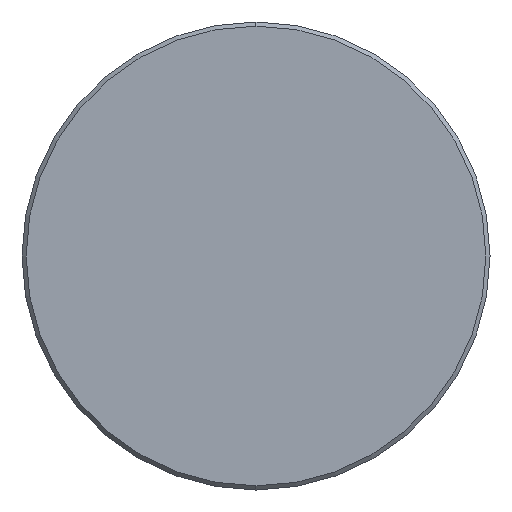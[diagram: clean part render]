
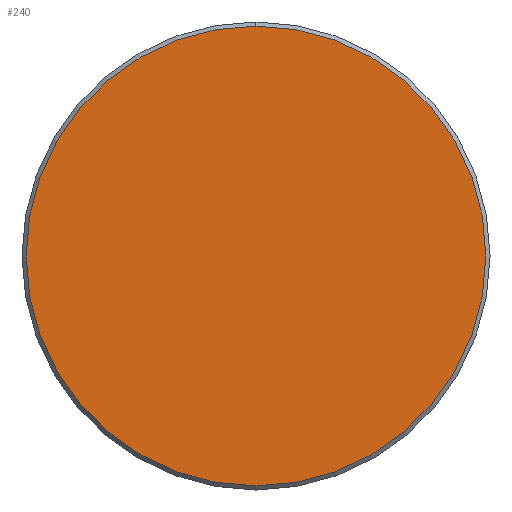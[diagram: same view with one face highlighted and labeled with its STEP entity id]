
A CAD part, left-side view. The second image highlights one B-rep face of the part: STEP entity #240.
In plain terms, the highlighted planar face has unit normal (-1, 0, 0).
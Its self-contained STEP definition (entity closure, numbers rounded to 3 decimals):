
#6 = VERTEX_POINT ( 'NONE', #415 ) ;
#50 = AXIS2_PLACEMENT_3D ( 'NONE', #513, #569, #204 ) ;
#81 = PLANE ( 'NONE',  #398 ) ;
#146 = CIRCLE ( 'NONE', #187, 16.7 ) ;
#187 = AXIS2_PLACEMENT_3D ( 'NONE', #598, #525, #278 ) ;
#204 = DIRECTION ( 'NONE',  ( 0., 0., -1. ) ) ;
#240 = ADVANCED_FACE ( 'NONE', ( #485 ), #81, .F. ) ;
#270 = EDGE_LOOP ( 'NONE', ( #593, #337 ) ) ;
#278 = DIRECTION ( 'NONE',  ( 0., 0., -1. ) ) ;
#337 = ORIENTED_EDGE ( 'NONE', *, *, #565, .T. ) ;
#366 = EDGE_CURVE ( 'NONE', #689, #6, #549, .T. ) ;
#398 = AXIS2_PLACEMENT_3D ( 'NONE', #683, #447, #493 ) ;
#415 = CARTESIAN_POINT ( 'NONE',  ( 0., 0., 16.7 ) ) ;
#447 = DIRECTION ( 'NONE',  ( 1., 0., 0. ) ) ;
#485 = FACE_OUTER_BOUND ( 'NONE', #270, .T. ) ;
#493 = DIRECTION ( 'NONE',  ( 0., 0., -1. ) ) ;
#513 = CARTESIAN_POINT ( 'NONE',  ( 0., 0., 0. ) ) ;
#525 = DIRECTION ( 'NONE',  ( -1., 0., 0. ) ) ;
#549 = CIRCLE ( 'NONE', #50, 16.7 ) ;
#565 = EDGE_CURVE ( 'NONE', #6, #689, #146, .T. ) ;
#569 = DIRECTION ( 'NONE',  ( -1., 0., 0. ) ) ;
#593 = ORIENTED_EDGE ( 'NONE', *, *, #366, .T. ) ;
#598 = CARTESIAN_POINT ( 'NONE',  ( 0., 0., 0. ) ) ;
#607 = CARTESIAN_POINT ( 'NONE',  ( 0., 0., -16.7 ) ) ;
#683 = CARTESIAN_POINT ( 'NONE',  ( 0., 0., 0. ) ) ;
#689 = VERTEX_POINT ( 'NONE', #607 ) ;
